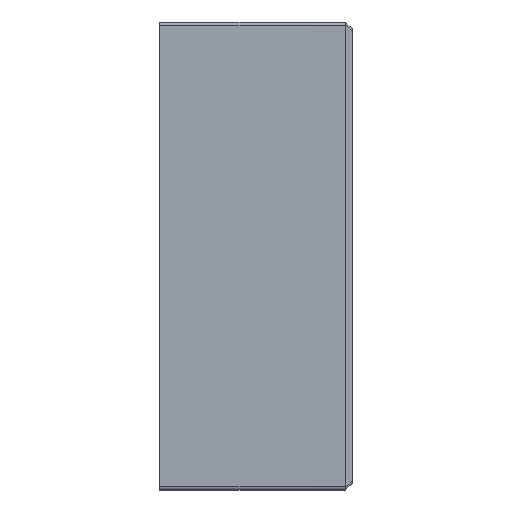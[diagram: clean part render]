
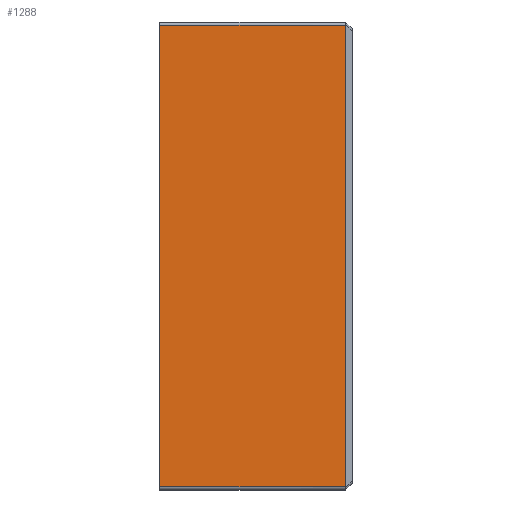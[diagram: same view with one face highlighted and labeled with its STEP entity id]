
A CAD part, left-side view. The second image highlights one B-rep face of the part: STEP entity #1288.
In plain terms, the highlighted planar face has unit normal (-1, 0, 0).
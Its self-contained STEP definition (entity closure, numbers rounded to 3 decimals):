
#217=DIRECTION('',(0.,0.,1.));
#218=VECTOR('',#217,6.7);
#219=CARTESIAN_POINT('',(-3.4,2.7,-3.35));
#220=LINE('',#219,#218);
#448=CARTESIAN_POINT('',(-3.4,0.,3.35));
#467=DIRECTION('',(0.,-1.,0.));
#468=VECTOR('',#467,2.7);
#469=CARTESIAN_POINT('',(-3.4,2.7,-3.35));
#470=LINE('',#469,#468);
#471=DIRECTION('',(0.,1.,0.));
#472=VECTOR('',#471,2.7);
#473=CARTESIAN_POINT('',(-3.4,0.,3.35));
#474=LINE('',#473,#472);
#475=DIRECTION('',(0.,0.,-1.));
#476=VECTOR('',#475,6.7);
#477=CARTESIAN_POINT('',(-3.4,0.,3.35));
#478=LINE('',#477,#476);
#598=CARTESIAN_POINT('',(-3.4,2.7,-3.35));
#600=VERTEX_POINT('',#598);
#601=CARTESIAN_POINT('',(-3.4,0.,-3.35));
#602=VERTEX_POINT('',#601);
#614=CARTESIAN_POINT('',(-3.4,2.7,3.35));
#616=VERTEX_POINT('',#614);
#620=VERTEX_POINT('',#448);
#1276=CARTESIAN_POINT('',(-3.4,0.,-3.4));
#1277=DIRECTION('',(-1.,0.,0.));
#1278=DIRECTION('',(0.,0.,1.));
#1279=AXIS2_PLACEMENT_3D('',#1276,#1277,#1278);
#1280=PLANE('',#1279);
#1281=ORIENTED_EDGE('',*,*,#1264,.F.);
#1282=ORIENTED_EDGE('',*,*,#922,.T.);
#1284=ORIENTED_EDGE('',*,*,#1283,.F.);
#1285=ORIENTED_EDGE('',*,*,#1247,.T.);
#1286=EDGE_LOOP('',(#1281,#1282,#1284,#1285));
#1287=FACE_OUTER_BOUND('',#1286,.F.);
#922=EDGE_CURVE('',#600,#616,#220,.T.);
#1247=EDGE_CURVE('',#620,#602,#478,.T.);
#1264=EDGE_CURVE('',#600,#602,#470,.T.);
#1283=EDGE_CURVE('',#620,#616,#474,.T.);
#1288=ADVANCED_FACE('',(#1287),#1280,.T.);
